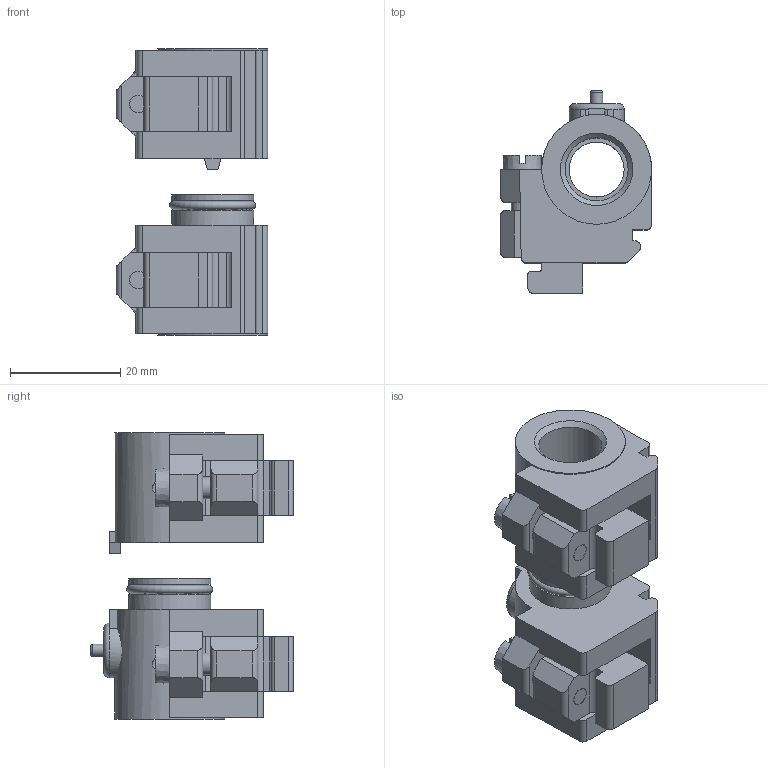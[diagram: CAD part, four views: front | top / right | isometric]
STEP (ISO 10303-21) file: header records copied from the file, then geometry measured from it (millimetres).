
FILE_DESCRIPTION(/* description */ ('STEP AP214'),/* implementation_level */ '2;1');
FILE_NAME(/* name */ '6849_LTE-1_4-DA',/* time_stamp */ '2024-09-05T02:22:48+02:00',/* author */ ('License CC BY-ND 4.0'),/* organization */ ('CADENAS'),/* preprocessor_version */ 'ST-DEVELOPER v19.3',/* originating_system */ 'PARTsolutions',/* authorisation */ ' ');
FILE_SCHEMA (('AUTOMOTIVE_DESIGN {1 0 10303 214 3 1 1}'));
Length unit declared in the file: millimetre
Products named in the file (5): 6849 LTE-1/4-DA; 213988 LTE-1/4-DA:RE; 213992 LTE-1/4-DA; DIN-84 - M4x16; 213990 LTE-1/4-DA:LI
Assembly tree (6 placements, depth 2):
  6849 LTE-1/4-DA
    213988 LTE-1/4-DA:RE
    213992 LTE-1/4-DA  x2
    DIN-84 - M4x16  x2
    213990 LTE-1/4-DA:LI
Bounding box: 27.5 x 36.9 x 52 mm (x, y, z)
Volume: 18935.9 mm3; surface area: 11062.1 mm2
Topology: 6 solids, 6 shells, 199 faces, 506 edges, 327 vertices
Faces by surface type: plane 114, cylinder 64, cone 16, torus 5
Full cylindrical faces by diameter (mm): 2.2 x1, 2.3 x1, 3.242 x2, 4 x2, 6 x1, 11.445 x2, 14.1 x2, 14.9 x2, 15.05 x1, 20 x2
Entity records: 5474 total; most frequent: CARTESIAN_POINT 876, DIRECTION 848, ORIENTED_EDGE 772, EDGE_CURVE 386, AXIS2_PLACEMENT_3D 301, VERTEX_POINT 267, LINE 246, VECTOR 246
